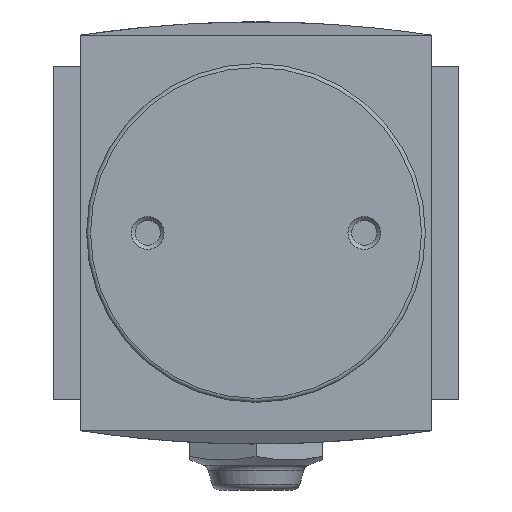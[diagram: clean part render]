
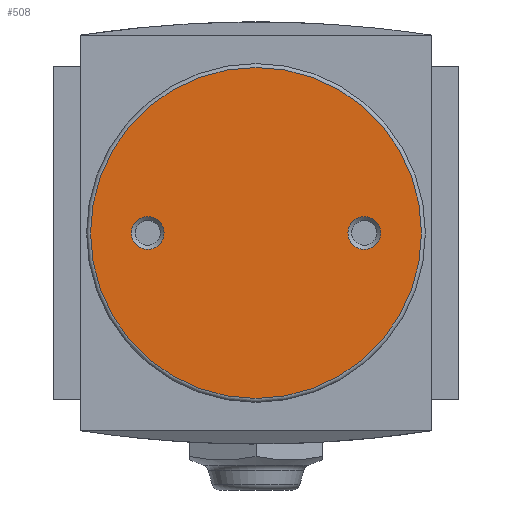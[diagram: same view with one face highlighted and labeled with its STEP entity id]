
A CAD part, front view. The second image highlights one B-rep face of the part: STEP entity #508.
In plain terms, the highlighted planar face has unit normal (0, -1, 0).
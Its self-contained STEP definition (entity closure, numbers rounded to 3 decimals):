
#508 = ADVANCED_FACE( '', ( #1247, #1248, #1249 ), #1250, .F. );
#1247 = FACE_BOUND( '', #2235, .T. );
#1248 = FACE_OUTER_BOUND( '', #2236, .T. );
#1249 = FACE_BOUND( '', #2237, .T. );
#1250 = PLANE( '', #2238 );
#2235 = EDGE_LOOP( '', ( #3717 ) );
#2236 = EDGE_LOOP( '', ( #3718 ) );
#2237 = EDGE_LOOP( '', ( #3719 ) );
#2238 = AXIS2_PLACEMENT_3D( '', #3720, #3721, #3722 );
#3717 = ORIENTED_EDGE( '', *, *, #6206, .F. );
#3718 = ORIENTED_EDGE( '', *, *, #6207, .T. );
#3719 = ORIENTED_EDGE( '', *, *, #6208, .F. );
#3720 = CARTESIAN_POINT( '', ( 21.25, -33., 0. ) );
#3721 = DIRECTION( '', ( 0., 1., 0. ) );
#3722 = DIRECTION( '', ( 0., 0., 1. ) );
#6206 = EDGE_CURVE( '', #7627, #7627, #7628, .F. );
#6207 = EDGE_CURVE( '', #7629, #7629, #7630, .T. );
#6208 = EDGE_CURVE( '', #7631, #7631, #7632, .T. );
#7627 = VERTEX_POINT( '', #9694 );
#7628 = CIRCLE( '', #9695, 2.1 );
#7629 = VERTEX_POINT( '', #9696 );
#7630 = CIRCLE( '', #9697, 21.25 );
#7631 = VERTEX_POINT( '', #9698 );
#7632 = CIRCLE( '', #9699, 2.1 );
#9694 = CARTESIAN_POINT( '', ( 13.9, -33., 2.1 ) );
#9695 = AXIS2_PLACEMENT_3D( '', #11434, #11435, #11436 );
#9696 = CARTESIAN_POINT( '', ( 0., -33., -21.25 ) );
#9697 = AXIS2_PLACEMENT_3D( '', #11437, #11438, #11439 );
#9698 = CARTESIAN_POINT( '', ( -13.9, -33., -2.1 ) );
#9699 = AXIS2_PLACEMENT_3D( '', #11440, #11441, #11442 );
#11434 = CARTESIAN_POINT( '', ( 13.9, -33., 0. ) );
#11435 = DIRECTION( '', ( 0., 1., 0. ) );
#11436 = DIRECTION( '', ( 0., 0., 1. ) );
#11437 = CARTESIAN_POINT( '', ( 0., -33., 0. ) );
#11438 = DIRECTION( '', ( 0., -1., 0. ) );
#11439 = DIRECTION( '', ( 0., 0., -1. ) );
#11440 = CARTESIAN_POINT( '', ( -13.9, -33., 0. ) );
#11441 = DIRECTION( '', ( 0., -1., 0. ) );
#11442 = DIRECTION( '', ( 0., 0., -1. ) );
